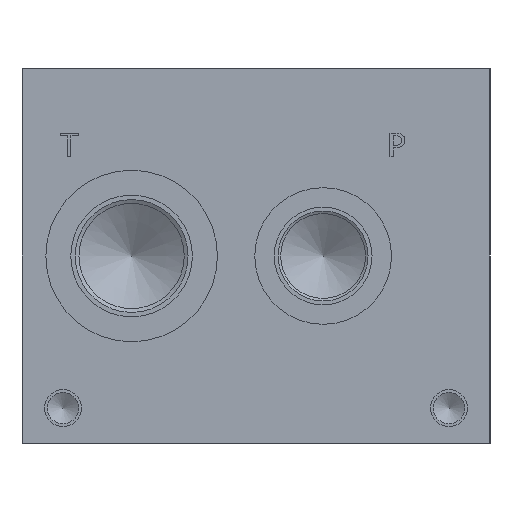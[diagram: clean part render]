
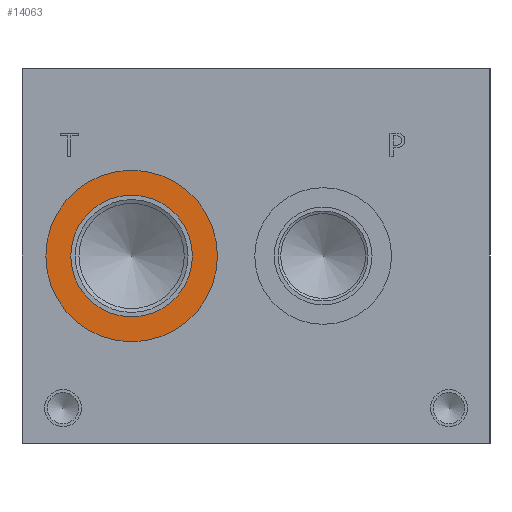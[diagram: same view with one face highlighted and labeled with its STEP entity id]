
A CAD part, left-side view. The second image highlights one B-rep face of the part: STEP entity #14063.
In plain terms, the highlighted planar face has unit normal (-1, 0, 0).
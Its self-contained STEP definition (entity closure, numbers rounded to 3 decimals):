
#486=CIRCLE('',#14760,23.279);
#487=CIRCLE('',#14761,23.279);
#488=CIRCLE('',#14763,16.5);
#489=CIRCLE('',#14764,16.5);
#1139=FACE_BOUND('',#2605,.T.);
#1795=FACE_OUTER_BOUND('',#2604,.T.);
#2604=EDGE_LOOP('',(#11911,#11912));
#2605=EDGE_LOOP('',(#11913,#11914));
#6411=VERTEX_POINT('',#23945);
#6412=VERTEX_POINT('',#23947);
#6413=VERTEX_POINT('',#23951);
#6414=VERTEX_POINT('',#23952);
#8313=EDGE_CURVE('',#6411,#6412,#486,.T.);
#8314=EDGE_CURVE('',#6412,#6411,#487,.T.);
#8315=EDGE_CURVE('',#6413,#6414,#488,.T.);
#8316=EDGE_CURVE('',#6414,#6413,#489,.T.);
#11911=ORIENTED_EDGE('',*,*,#8314,.F.);
#11912=ORIENTED_EDGE('',*,*,#8313,.F.);
#11913=ORIENTED_EDGE('',*,*,#8315,.T.);
#11914=ORIENTED_EDGE('',*,*,#8316,.T.);
#12904=PLANE('',#14762);
#14063=ADVANCED_FACE('',(#1795,#1139),#12904,.F.);
#14760=AXIS2_PLACEMENT_3D('',#23948,#17365,#17366);
#14761=AXIS2_PLACEMENT_3D('',#23949,#17367,#17368);
#14762=AXIS2_PLACEMENT_3D('',#23950,#17369,#17370);
#14763=AXIS2_PLACEMENT_3D('',#23953,#17371,#17372);
#14764=AXIS2_PLACEMENT_3D('',#23954,#17373,#17374);
#17365=DIRECTION('center_axis',(1.,0.,0.));
#17366=DIRECTION('ref_axis',(0.,0.,-1.));
#17367=DIRECTION('center_axis',(1.,0.,0.));
#17368=DIRECTION('ref_axis',(0.,0.,-1.));
#17369=DIRECTION('center_axis',(1.,0.,0.));
#17370=DIRECTION('ref_axis',(0.,0.,-1.));
#17371=DIRECTION('center_axis',(1.,0.,0.));
#17372=DIRECTION('ref_axis',(0.,0.,-1.));
#17373=DIRECTION('center_axis',(1.,0.,0.));
#17374=DIRECTION('ref_axis',(0.,0.,-1.));
#23945=CARTESIAN_POINT('',(0.787,97.257,27.521));
#23947=CARTESIAN_POINT('',(0.787,97.257,74.079));
#23948=CARTESIAN_POINT('Origin',(0.787,97.257,50.8));
#23949=CARTESIAN_POINT('Origin',(0.787,97.257,50.8));
#23950=CARTESIAN_POINT('Origin',(0.787,97.257,67.3));
#23951=CARTESIAN_POINT('',(0.787,97.257,67.3));
#23952=CARTESIAN_POINT('',(0.787,97.257,34.3));
#23953=CARTESIAN_POINT('Origin',(0.787,97.257,50.8));
#23954=CARTESIAN_POINT('Origin',(0.787,97.257,50.8));
